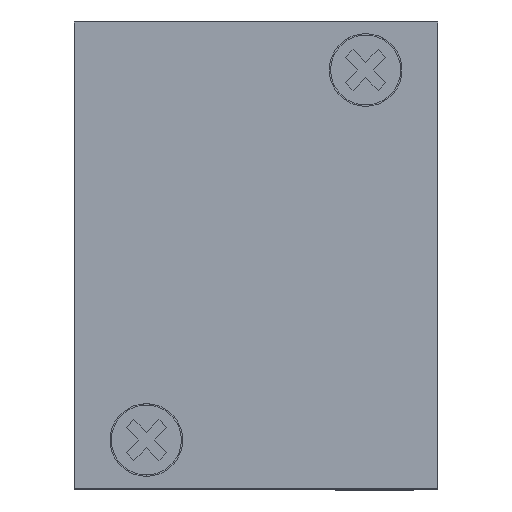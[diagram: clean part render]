
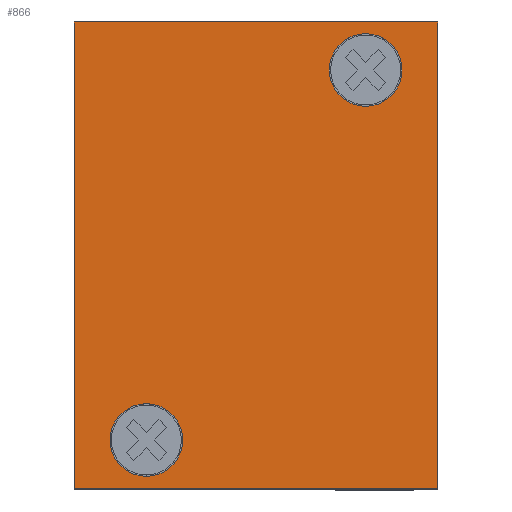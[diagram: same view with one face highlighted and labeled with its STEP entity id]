
A CAD part, top view. The second image highlights one B-rep face of the part: STEP entity #866.
In plain terms, the highlighted planar face has unit normal (0, 0, 1).
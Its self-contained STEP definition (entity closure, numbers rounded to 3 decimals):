
#16 = EDGE_CURVE ( 'NONE', #3713, #3760, #4580, .T. ) ;
#21 = EDGE_CURVE ( 'NONE', #3615, #3608, #4588, .T. ) ;
#24 = EDGE_CURVE ( 'NONE', #3606, #3615, #4594, .T. ) ;
#26 = EDGE_CURVE ( 'NONE', #3606, #3607, #4598, .T. ) ;
#28 = EDGE_CURVE ( 'NONE', #3607, #3608, #4602, .T. ) ;
#29 = EDGE_CURVE ( 'NONE', #3844, #3848, #4604, .T. ) ;
#176 = AXIS2_PLACEMENT_3D ( 'NONE', #1479, #1480, #1481 ) ;
#691 = ORIENTED_EDGE ( 'NONE', *, *, #29, .F. ) ;
#692 = ORIENTED_EDGE ( 'NONE', *, *, #992, .F. ) ;
#693 = ORIENTED_EDGE ( 'NONE', *, *, #16, .F. ) ;
#694 = ORIENTED_EDGE ( 'NONE', *, *, #1000, .F. ) ;
#695 = ORIENTED_EDGE ( 'NONE', *, *, #28, .F. ) ;
#696 = ORIENTED_EDGE ( 'NONE', *, *, #26, .F. ) ;
#697 = ORIENTED_EDGE ( 'NONE', *, *, #24, .T. ) ;
#698 = ORIENTED_EDGE ( 'NONE', *, *, #21, .T. ) ;
#866 = ADVANCED_FACE ( 'NONE', ( #1694, #1695, #1696 ), #1478, .T. ) ;
#992 = EDGE_CURVE ( 'NONE', #3848, #3844, #1907, .T. ) ;
#1000 = EDGE_CURVE ( 'NONE', #3760, #3713, #1919, .T. ) ;
#1305 = EDGE_LOOP ( 'NONE', ( #691, #692 ) ) ;
#1318 = EDGE_LOOP ( 'NONE', ( #695, #696, #697, #698 ) ) ;
#1333 = EDGE_LOOP ( 'NONE', ( #693, #694 ) ) ;
#1478 = PLANE ( 'NONE',  #176 ) ;
#1479 = CARTESIAN_POINT ( 'NONE',  ( 0., -16.671, 0. ) ) ;
#1480 = DIRECTION ( 'NONE',  ( 0., 0., 1. ) ) ;
#1481 = DIRECTION ( 'NONE',  ( 1., 0., 0. ) ) ;
#1694 = FACE_BOUND ( 'NONE', #1305, .T. ) ;
#1695 = FACE_BOUND ( 'NONE', #1333, .T. ) ;
#1696 = FACE_OUTER_BOUND ( 'NONE', #1318, .T. ) ;
#1907 = CIRCLE ( 'NONE', #3295, 2.65 ) ;
#1919 = CIRCLE ( 'NONE', #3299, 2.65 ) ;
#2203 = AXIS2_PLACEMENT_3D ( 'NONE', #3504, #3503, #3502 ) ;
#2204 = AXIS2_PLACEMENT_3D ( 'NONE', #3533, #3529, #3526 ) ;
#2385 = CARTESIAN_POINT ( 'NONE',  ( 8., 30.5, 0. ) ) ;
#2386 = DIRECTION ( 'NONE',  ( 0., 0., 1. ) ) ;
#2387 = DIRECTION ( 'NONE',  ( 1., 0., 0. ) ) ;
#2405 = CARTESIAN_POINT ( 'NONE',  ( -8., 3.5, 0. ) ) ;
#2406 = DIRECTION ( 'NONE',  ( 0., 0., 1. ) ) ;
#2407 = DIRECTION ( 'NONE',  ( 1., 0., 0. ) ) ;
#3295 = AXIS2_PLACEMENT_3D ( 'NONE', #2385, #2386, #2387 ) ;
#3299 = AXIS2_PLACEMENT_3D ( 'NONE', #2405, #2406, #2407 ) ;
#3502 = DIRECTION ( 'NONE',  ( 1., 0., 0. ) ) ;
#3503 = DIRECTION ( 'NONE',  ( 0., 0., 1. ) ) ;
#3504 = CARTESIAN_POINT ( 'NONE',  ( -8., 3.5, 0. ) ) ;
#3526 = DIRECTION ( 'NONE',  ( 1., 0., 0. ) ) ;
#3529 = DIRECTION ( 'NONE',  ( 0., 0., 1. ) ) ;
#3533 = CARTESIAN_POINT ( 'NONE',  ( 8., 30.5, 0. ) ) ;
#3535 = DIRECTION ( 'NONE',  ( 0., -1., 0. ) ) ;
#3538 = CARTESIAN_POINT ( 'NONE',  ( 13.25, -16.671, 0. ) ) ;
#3555 = DIRECTION ( 'NONE',  ( 1., 0., 0. ) ) ;
#3558 = CARTESIAN_POINT ( 'NONE',  ( 0., 34., 0. ) ) ;
#3598 = DIRECTION ( 'NONE',  ( 0., -1., 0. ) ) ;
#3605 = CARTESIAN_POINT ( 'NONE',  ( -13.25, -16.671, 0. ) ) ;
#3606 = VERTEX_POINT ( 'NONE', #5492 ) ;
#3607 = VERTEX_POINT ( 'NONE', #5493 ) ;
#3608 = VERTEX_POINT ( 'NONE', #5494 ) ;
#3615 = VERTEX_POINT ( 'NONE', #5499 ) ;
#3634 = DIRECTION ( 'NONE',  ( 1., 0., 0. ) ) ;
#3637 = CARTESIAN_POINT ( 'NONE',  ( 0., 0., 0. ) ) ;
#3713 = VERTEX_POINT ( 'NONE', #4977 ) ;
#3760 = VERTEX_POINT ( 'NONE', #5024 ) ;
#3844 = VERTEX_POINT ( 'NONE', #5108 ) ;
#3848 = VERTEX_POINT ( 'NONE', #5112 ) ;
#4580 = CIRCLE ( 'NONE', #2203, 2.65 ) ;
#4588 = LINE ( 'NONE', #3637, #4589 ) ;
#4589 = VECTOR ( 'NONE', #3634, 1000. ) ;
#4594 = LINE ( 'NONE', #3605, #4595 ) ;
#4595 = VECTOR ( 'NONE', #3598, 1000. ) ;
#4598 = LINE ( 'NONE', #3558, #4599 ) ;
#4599 = VECTOR ( 'NONE', #3555, 1000. ) ;
#4602 = LINE ( 'NONE', #3538, #4603 ) ;
#4603 = VECTOR ( 'NONE', #3535, 1000. ) ;
#4604 = CIRCLE ( 'NONE', #2204, 2.65 ) ;
#4977 = CARTESIAN_POINT ( 'NONE',  ( -5.35, 3.5, 0. ) ) ;
#5024 = CARTESIAN_POINT ( 'NONE',  ( -10.65, 3.5, 0. ) ) ;
#5108 = CARTESIAN_POINT ( 'NONE',  ( 10.65, 30.5, 0. ) ) ;
#5112 = CARTESIAN_POINT ( 'NONE',  ( 5.35, 30.5, 0. ) ) ;
#5492 = CARTESIAN_POINT ( 'NONE',  ( -13.25, 34., 0. ) ) ;
#5493 = CARTESIAN_POINT ( 'NONE',  ( 13.25, 34., 0. ) ) ;
#5494 = CARTESIAN_POINT ( 'NONE',  ( 13.25, 0., 0. ) ) ;
#5499 = CARTESIAN_POINT ( 'NONE',  ( -13.25, 0., 0. ) ) ;
